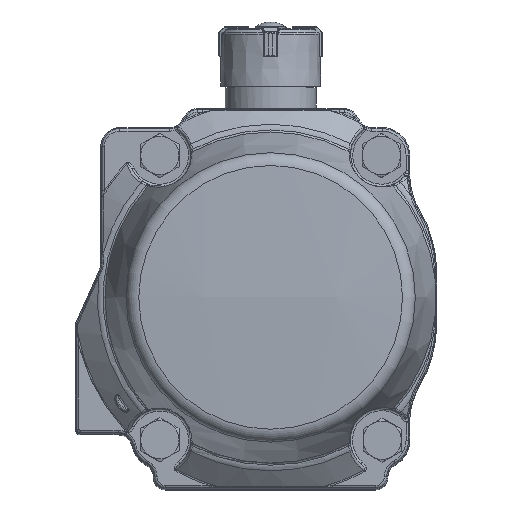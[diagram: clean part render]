
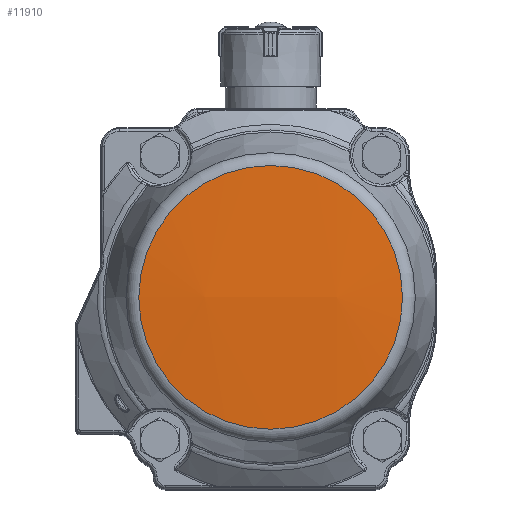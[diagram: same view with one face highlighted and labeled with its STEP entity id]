
A CAD part, top view. The second image highlights one B-rep face of the part: STEP entity #11910.
In plain terms, the highlighted spherical face has radius 693 mm.
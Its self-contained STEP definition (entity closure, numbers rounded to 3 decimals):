
#114=SPHERICAL_SURFACE('',#13049,693.);
#1406=CIRCLE('',#13048,55.109);
#3384=ORIENTED_EDGE('',*,*,#6231,.F.);
#6231=EDGE_CURVE('',#7706,#7706,#1406,.T.);
#7706=VERTEX_POINT('',#23054);
#9862=EDGE_LOOP('',(#3384));
#10821=FACE_BOUND('',#9862,.T.);
#11910=ADVANCED_FACE('',(#10821),#114,.T.);
#13048=AXIS2_PLACEMENT_3D('',#23053,#15338,#15339);
#13049=AXIS2_PLACEMENT_3D('',#23055,#15340,#15341);
#15338=DIRECTION('',(0.,0.,-1.));
#15339=DIRECTION('',(-1.,0.,0.));
#15340=DIRECTION('',(0.,-1.,0.));
#15341=DIRECTION('',(1.,0.,0.));
#23053=CARTESIAN_POINT('',(0.,0.,173.305));
#23054=CARTESIAN_POINT('',(-55.109,0.,173.305));
#23055=CARTESIAN_POINT('',(0.,0.,-517.5));
